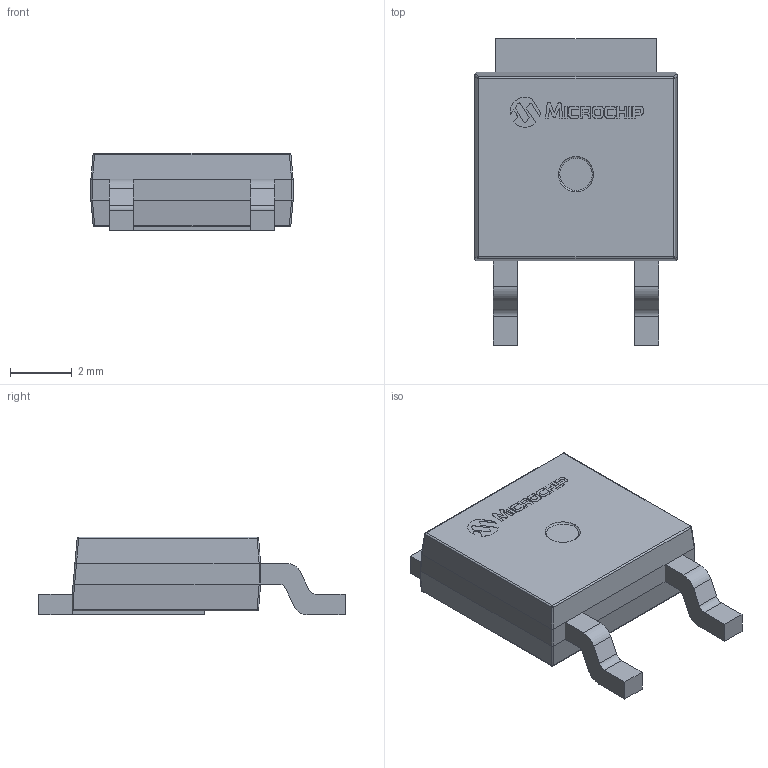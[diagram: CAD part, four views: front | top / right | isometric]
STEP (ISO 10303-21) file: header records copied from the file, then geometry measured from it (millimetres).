
FILE_DESCRIPTION (( 'STEP AP214' ), '1' );
FILE_NAME ('Trans_Microchip_LR8K4-G_eec.STEP', '2020-02-07T02:23:40', ( '' ), ( '' ), 'SwSTEP 2.0', 'SolidWorks 2019', '' );
FILE_SCHEMA (( 'AUTOMOTIVE_DESIGN' ));
Length unit declared in the file: inch
Products named in the file (4): body; pins; Trans_Microchip_LR8K4-G_eec; logo
Assembly tree (3 placements, depth 2):
  Trans_Microchip_LR8K4-G_eec
    body
    pins
    logo
Bounding box: 6.54 x 9.91 x 2.52 mm (x, y, z)
Volume: 104.3 mm3; surface area: 237.1 mm2
Topology: 14 solids, 14 shells, 249 faces, 644 edges, 408 vertices
Faces by surface type: plane 153, bspline 62, cylinder 34
Entity records: 11393 total; most frequent: CARTESIAN_POINT 2209, ORIENTED_EDGE 1256, DIRECTION 998, EDGE_CURVE 628, LINE 444, VECTOR 444, VERTEX_POINT 408, AXIS2_PLACEMENT_3D 277
